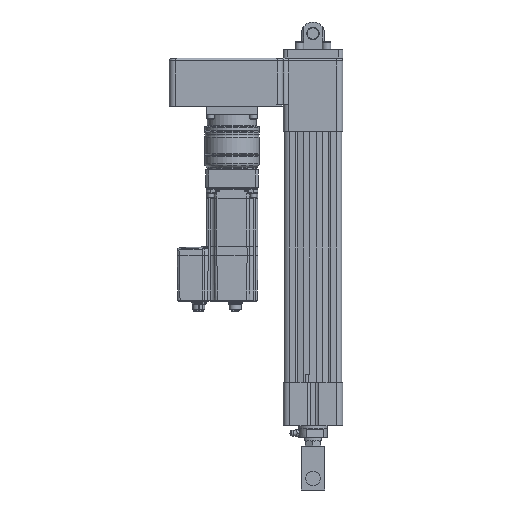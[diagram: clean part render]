
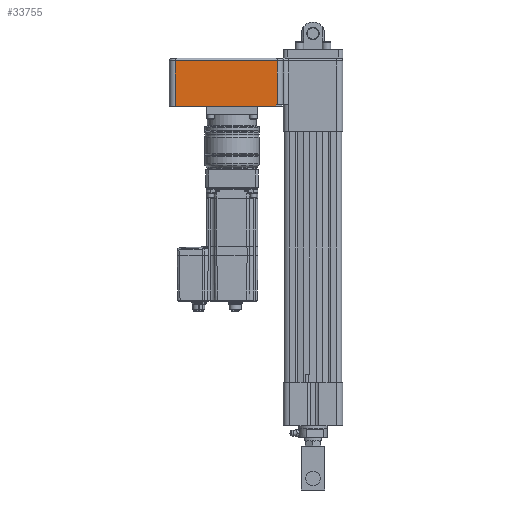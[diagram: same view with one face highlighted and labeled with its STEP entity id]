
A CAD part, left-side view. The second image highlights one B-rep face of the part: STEP entity #33755.
In plain terms, the highlighted planar face has unit normal (-1, 0, 0).
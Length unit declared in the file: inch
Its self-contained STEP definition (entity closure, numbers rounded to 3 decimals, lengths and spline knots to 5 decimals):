
#50 = DIRECTION ( 'NONE',  ( 0., 0., -1. ) ) ;
#1059 = FACE_OUTER_BOUND ( 'NONE', #88508, .T. ) ;
#2199 = CARTESIAN_POINT ( 'NONE',  ( -2.125, 6.225, 1.192 ) ) ;
#7263 = EDGE_CURVE ( 'NONE', #71748, #81028, #36106, .T. ) ;
#9104 = VECTOR ( 'NONE', #69109, 39.37008 ) ;
#10122 = CARTESIAN_POINT ( 'NONE',  ( -2.125, 1.58, 0.942 ) ) ;
#13735 = CARTESIAN_POINT ( 'NONE',  ( -2.125, 5.975, 1.1058 ) ) ;
#13928 = CARTESIAN_POINT ( 'NONE',  ( -2.125, 1.54, 1.192 ) ) ;
#15576 = VECTOR ( 'NONE', #33236, 39.37008 ) ;
#19604 = CARTESIAN_POINT ( 'NONE',  ( -2.125, 5.975, 1.1058 ) ) ;
#23664 = EDGE_CURVE ( 'NONE', #50442, #93844, #91263, .T. ) ;
#27162 = CARTESIAN_POINT ( 'NONE',  ( -2.125, 1.58, 1.1058 ) ) ;
#32610 = CARTESIAN_POINT ( 'NONE',  ( -2.125, 1.54, 3.062 ) ) ;
#33236 = DIRECTION ( 'NONE',  ( 0., -1., 0. ) ) ;
#33335 = DIRECTION ( 'NONE',  ( 0., 0., -1. ) ) ;
#33755 = ADVANCED_FACE ( 'NONE', ( #1059 ), #84413, .F. ) ;
#34983 = VECTOR ( 'NONE', #45033, 39.37008 ) ;
#36106 = LINE ( 'NONE', #13735, #9104 ) ;
#36244 = ORIENTED_EDGE ( 'NONE', *, *, #23664, .T. ) ;
#38220 = DIRECTION ( 'NONE',  ( 1., 0., 0. ) ) ;
#42993 = CARTESIAN_POINT ( 'NONE',  ( -2.125, 1.54, 1.542 ) ) ;
#44897 = VERTEX_POINT ( 'NONE', #86020 ) ;
#45033 = DIRECTION ( 'NONE',  ( 0., 0., 1. ) ) ;
#45581 = CARTESIAN_POINT ( 'NONE',  ( -2.125, 1.58, 1.192 ) ) ;
#45687 = EDGE_CURVE ( 'NONE', #44897, #71748, #48586, .T. ) ;
#46320 = CARTESIAN_POINT ( 'NONE',  ( -2.125, 1.29, 1.542 ) ) ;
#48586 = LINE ( 'NONE', #72893, #99312 ) ;
#50442 = VERTEX_POINT ( 'NONE', #13928 ) ;
#51618 = LINE ( 'NONE', #10122, #85049 ) ;
#53584 = AXIS2_PLACEMENT_3D ( 'NONE', #46320, #38220, #50 ) ;
#53984 = VERTEX_POINT ( 'NONE', #45581 ) ;
#54719 = EDGE_CURVE ( 'NONE', #53984, #50442, #57561, .T. ) ;
#57561 = LINE ( 'NONE', #2199, #15576 ) ;
#60246 = DIRECTION ( 'NONE',  ( 0., 0., 1. ) ) ;
#61040 = VECTOR ( 'NONE', #70687, 39.37008 ) ;
#62267 = ORIENTED_EDGE ( 'NONE', *, *, #64039, .T. ) ;
#62364 = ORIENTED_EDGE ( 'NONE', *, *, #45687, .T. ) ;
#62577 = LINE ( 'NONE', #77302, #61040 ) ;
#64039 = EDGE_CURVE ( 'NONE', #81028, #53984, #51618, .T. ) ;
#69109 = DIRECTION ( 'NONE',  ( 0., -1., 0. ) ) ;
#70687 = DIRECTION ( 'NONE',  ( 0., 1., 0. ) ) ;
#70738 = ORIENTED_EDGE ( 'NONE', *, *, #86918, .T. ) ;
#71748 = VERTEX_POINT ( 'NONE', #19604 ) ;
#72893 = CARTESIAN_POINT ( 'NONE',  ( -2.125, 5.975, 1.542 ) ) ;
#77302 = CARTESIAN_POINT ( 'NONE',  ( -2.125, 1.29, 3.062 ) ) ;
#81028 = VERTEX_POINT ( 'NONE', #27162 ) ;
#84413 = PLANE ( 'NONE',  #53584 ) ;
#85049 = VECTOR ( 'NONE', #60246, 39.37008 ) ;
#85189 = ORIENTED_EDGE ( 'NONE', *, *, #7263, .T. ) ;
#86020 = CARTESIAN_POINT ( 'NONE',  ( -2.125, 5.975, 3.062 ) ) ;
#86918 = EDGE_CURVE ( 'NONE', #93844, #44897, #62577, .T. ) ;
#87443 = ORIENTED_EDGE ( 'NONE', *, *, #54719, .T. ) ;
#88508 = EDGE_LOOP ( 'NONE', ( #36244, #70738, #62364, #85189, #62267, #87443 ) ) ;
#91263 = LINE ( 'NONE', #42993, #34983 ) ;
#93844 = VERTEX_POINT ( 'NONE', #32610 ) ;
#99312 = VECTOR ( 'NONE', #33335, 39.37008 ) ;
